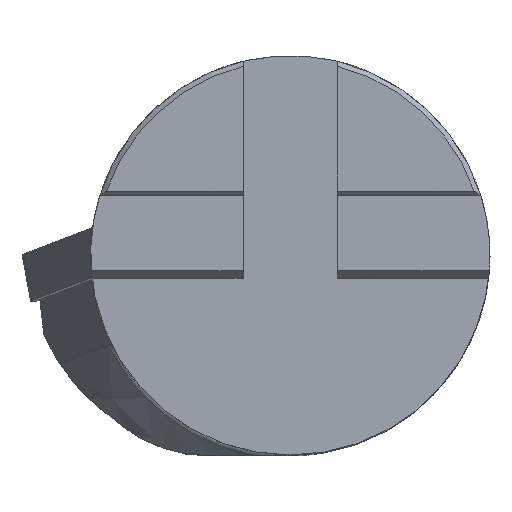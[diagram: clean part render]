
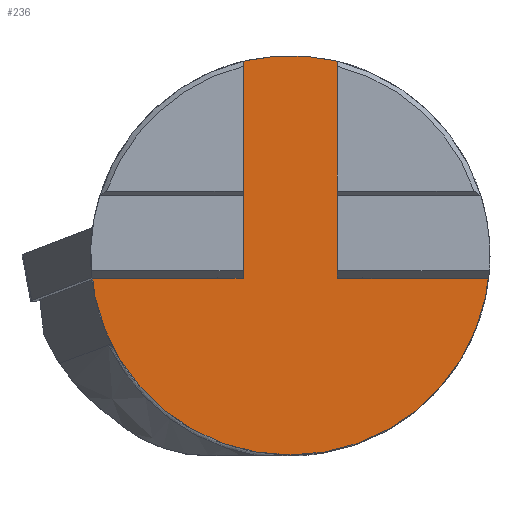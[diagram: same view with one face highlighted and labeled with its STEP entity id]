
A CAD part, top view. The second image highlights one B-rep face of the part: STEP entity #236.
In plain terms, the highlighted planar face has unit normal (0, 0, 1).
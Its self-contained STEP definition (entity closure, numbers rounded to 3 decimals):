
#176=CIRCLE('',#1507,20.);
#179=CIRCLE('',#1512,20.);
#236=ADVANCED_FACE('',(#352),#300,.F.);
#300=PLANE('',#1548);
#352=FACE_OUTER_BOUND('',#422,.T.);
#422=EDGE_LOOP('',(#661,#662,#663,#664,#665,#666));
#661=ORIENTED_EDGE('',*,*,#1077,.T.);
#662=ORIENTED_EDGE('',*,*,#1143,.T.);
#663=ORIENTED_EDGE('',*,*,#1144,.F.);
#664=ORIENTED_EDGE('',*,*,#1083,.T.);
#665=ORIENTED_EDGE('',*,*,#1145,.T.);
#666=ORIENTED_EDGE('',*,*,#1146,.T.);
#941=VERTEX_POINT('',#2184);
#942=VERTEX_POINT('',#2186);
#946=VERTEX_POINT('',#2195);
#947=VERTEX_POINT('',#2197);
#992=VERTEX_POINT('',#2404);
#993=VERTEX_POINT('',#2407);
#1077=EDGE_CURVE('',#942,#941,#176,.T.);
#1083=EDGE_CURVE('',#947,#946,#179,.T.);
#1143=EDGE_CURVE('',#941,#992,#1265,.T.);
#1144=EDGE_CURVE('',#947,#992,#1266,.T.);
#1145=EDGE_CURVE('',#946,#993,#1267,.T.);
#1146=EDGE_CURVE('',#993,#942,#1268,.T.);
#1265=LINE('',#2403,#1361);
#1266=LINE('',#2405,#1362);
#1267=LINE('',#2406,#1363);
#1268=LINE('',#2408,#1364);
#1361=VECTOR('',#1811,1.);
#1362=VECTOR('',#1812,1.);
#1363=VECTOR('',#1813,1.);
#1364=VECTOR('',#1814,1.);
#1507=AXIS2_PLACEMENT_3D('',#2185,#1712,#1713);
#1512=AXIS2_PLACEMENT_3D('',#2196,#1723,#1724);
#1548=AXIS2_PLACEMENT_3D('',#2409,#1815,#1816);
#1712=DIRECTION('',(0.,0.,1.));
#1713=DIRECTION('',(-1.,0.,0.));
#1723=DIRECTION('',(0.,0.,1.));
#1724=DIRECTION('',(-1.,0.,0.));
#1811=DIRECTION('',(-1.,0.,0.));
#1812=DIRECTION('',(0.,-1.,0.));
#1813=DIRECTION('',(0.,-1.,0.));
#1814=DIRECTION('',(-1.,0.,0.));
#1815=DIRECTION('',(0.,0.,-1.));
#1816=DIRECTION('',(-1.,0.,0.));
#2184=CARTESIAN_POINT('',(19.987,-0.73,-4.7));
#2185=CARTESIAN_POINT('',(0.,0.,-4.7));
#2186=CARTESIAN_POINT('',(-19.987,-0.73,-4.7));
#2195=CARTESIAN_POINT('',(-7.275,18.63,-4.7));
#2196=CARTESIAN_POINT('',(0.,0.,-4.7));
#2197=CARTESIAN_POINT('',(7.275,18.63,-4.7));
#2403=CARTESIAN_POINT('',(-7.275,-0.73,-4.7));
#2404=CARTESIAN_POINT('',(7.275,-0.73,-4.7));
#2405=CARTESIAN_POINT('',(7.275,25.,-4.7));
#2406=CARTESIAN_POINT('',(-7.275,25.,-4.7));
#2407=CARTESIAN_POINT('',(-7.275,-0.73,-4.7));
#2408=CARTESIAN_POINT('',(-7.275,-0.73,-4.7));
#2409=CARTESIAN_POINT('',(-7.275,25.,-4.7));
